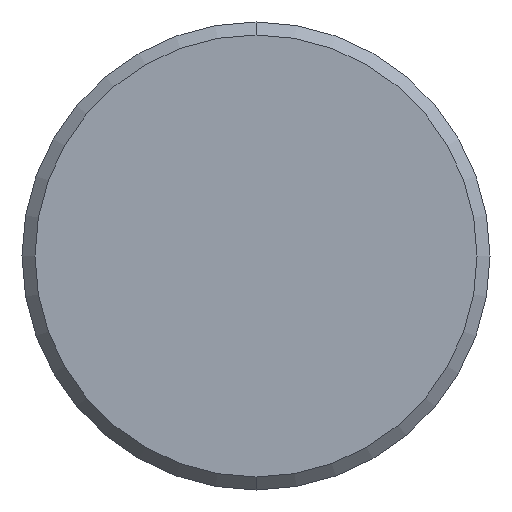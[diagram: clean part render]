
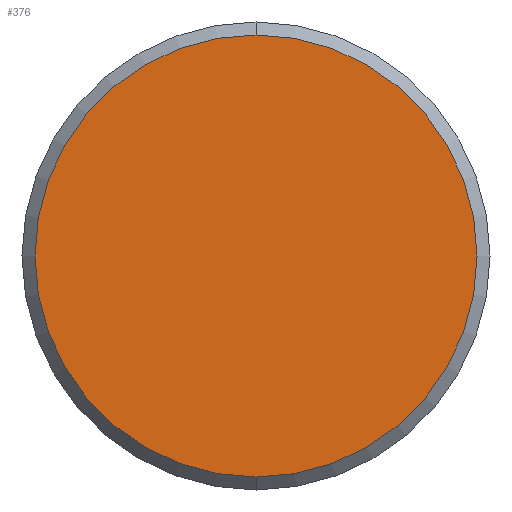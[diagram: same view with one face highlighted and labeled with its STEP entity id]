
A CAD part, left-side view. The second image highlights one B-rep face of the part: STEP entity #376.
In plain terms, the highlighted planar face has unit normal (-1, 0, 0).
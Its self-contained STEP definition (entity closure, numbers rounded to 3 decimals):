
#23 = FACE_OUTER_BOUND ( 'NONE', #42, .T. ) ;
#42 = EDGE_LOOP ( 'NONE', ( #133, #66 ) ) ;
#51 = CIRCLE ( 'NONE', #216, 8.51 ) ;
#66 = ORIENTED_EDGE ( 'NONE', *, *, #182, .T. ) ;
#86 = CIRCLE ( 'NONE', #209, 8.51 ) ;
#133 = ORIENTED_EDGE ( 'NONE', *, *, #189, .T. ) ;
#149 = DIRECTION ( 'NONE',  ( 0., 0., 1. ) ) ;
#182 = EDGE_CURVE ( 'NONE', #404, #245, #86, .T. ) ;
#189 = EDGE_CURVE ( 'NONE', #245, #404, #51, .T. ) ;
#194 = DIRECTION ( 'NONE',  ( -1., 0., 0. ) ) ;
#197 = DIRECTION ( 'NONE',  ( -1., 0., 0. ) ) ;
#199 = PLANE ( 'NONE',  #482 ) ;
#209 = AXIS2_PLACEMENT_3D ( 'NONE', #343, #197, #149 ) ;
#216 = AXIS2_PLACEMENT_3D ( 'NONE', #503, #194, #469 ) ;
#243 = CARTESIAN_POINT ( 'NONE',  ( 0., 0., 8.51 ) ) ;
#245 = VERTEX_POINT ( 'NONE', #392 ) ;
#311 = CARTESIAN_POINT ( 'NONE',  ( 0., 0., 0. ) ) ;
#343 = CARTESIAN_POINT ( 'NONE',  ( 0., 0., 0. ) ) ;
#354 = DIRECTION ( 'NONE',  ( 0., 0., -1. ) ) ;
#376 = ADVANCED_FACE ( 'NONE', ( #23 ), #199, .F. ) ;
#392 = CARTESIAN_POINT ( 'NONE',  ( 0., 0., -8.51 ) ) ;
#399 = DIRECTION ( 'NONE',  ( 1., 0., 0. ) ) ;
#404 = VERTEX_POINT ( 'NONE', #243 ) ;
#469 = DIRECTION ( 'NONE',  ( 0., 0., 1. ) ) ;
#482 = AXIS2_PLACEMENT_3D ( 'NONE', #311, #399, #354 ) ;
#503 = CARTESIAN_POINT ( 'NONE',  ( 0., 0., 0. ) ) ;
